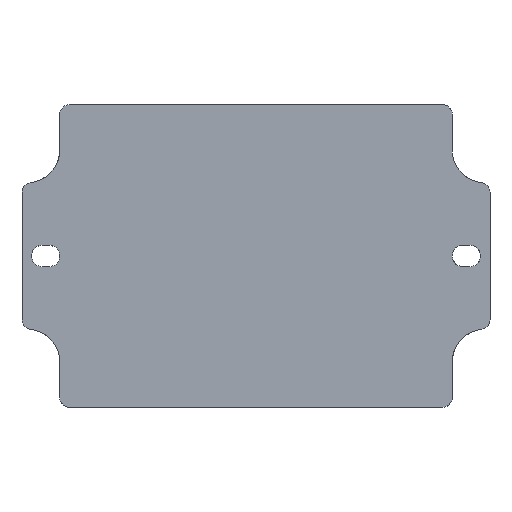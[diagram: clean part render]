
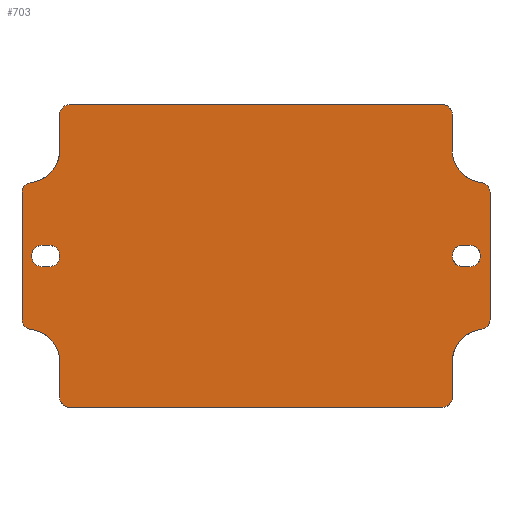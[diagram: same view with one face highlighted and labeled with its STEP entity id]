
A CAD part, top view. The second image highlights one B-rep face of the part: STEP entity #703.
In plain terms, the highlighted planar face has unit normal (0, 0, 1).
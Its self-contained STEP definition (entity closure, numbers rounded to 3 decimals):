
#101=AXIS2_PLACEMENT_3D('Circle Axis2P3D',#99,#100,$) ;
#151=AXIS2_PLACEMENT_3D('Circle Axis2P3D',#149,#150,$) ;
#470=AXIS2_PLACEMENT_3D('Circle Axis2P3D',#468,#469,$) ;
#513=AXIS2_PLACEMENT_3D('Circle Axis2P3D',#511,#512,$) ;
#527=AXIS2_PLACEMENT_3D('Plane Axis2P3D',#524,#525,#526) ;
#531=AXIS2_PLACEMENT_3D('Circle Axis2P3D',#529,#530,$) ;
#547=AXIS2_PLACEMENT_3D('Circle Axis2P3D',#545,#546,$) ;
#561=AXIS2_PLACEMENT_3D('Circle Axis2P3D',#559,#560,$) ;
#575=AXIS2_PLACEMENT_3D('Circle Axis2P3D',#573,#574,$) ;
#582=AXIS2_PLACEMENT_3D('Circle Axis2P3D',#580,#581,$) ;
#596=AXIS2_PLACEMENT_3D('Circle Axis2P3D',#594,#595,$) ;
#603=AXIS2_PLACEMENT_3D('Circle Axis2P3D',#601,#602,$) ;
#617=AXIS2_PLACEMENT_3D('Circle Axis2P3D',#615,#616,$) ;
#631=AXIS2_PLACEMENT_3D('Circle Axis2P3D',#629,#630,$) ;
#645=AXIS2_PLACEMENT_3D('Circle Axis2P3D',#643,#644,$) ;
#652=AXIS2_PLACEMENT_3D('Circle Axis2P3D',#650,#651,$) ;
#666=AXIS2_PLACEMENT_3D('Circle Axis2P3D',#664,#665,$) ;
#37=CARTESIAN_POINT('Line Origine',(5.,34.25,1.5)) ;
#41=CARTESIAN_POINT('Vertex',(4.25,34.25,1.5)) ;
#43=CARTESIAN_POINT('Vertex',(5.75,34.25,1.5)) ;
#96=CARTESIAN_POINT('Vertex',(5.75,29.75,1.5)) ;
#99=CARTESIAN_POINT('Axis2P3D Location',(5.75,32.,1.5)) ;
#128=CARTESIAN_POINT('Vertex',(4.25,29.75,1.5)) ;
#131=CARTESIAN_POINT('Line Origine',(5.,29.75,1.5)) ;
#149=CARTESIAN_POINT('Axis2P3D Location',(4.25,32.,1.5)) ;
#433=CARTESIAN_POINT('Vertex',(93.25,34.25,1.5)) ;
#440=CARTESIAN_POINT('Vertex',(94.75,34.25,1.5)) ;
#443=CARTESIAN_POINT('Line Origine',(94.,34.25,1.5)) ;
#465=CARTESIAN_POINT('Vertex',(94.75,29.75,1.5)) ;
#468=CARTESIAN_POINT('Axis2P3D Location',(94.75,32.,1.5)) ;
#486=CARTESIAN_POINT('Line Origine',(94.,29.75,1.5)) ;
#490=CARTESIAN_POINT('Vertex',(93.25,29.75,1.5)) ;
#511=CARTESIAN_POINT('Axis2P3D Location',(93.25,32.,1.5)) ;
#524=CARTESIAN_POINT('Axis2P3D Location',(49.5,32.,1.5)) ;
#529=CARTESIAN_POINT('Axis2P3D Location',(1.,9.543,1.5)) ;
#533=CARTESIAN_POINT('Vertex',(8.,9.543,1.5)) ;
#535=CARTESIAN_POINT('Vertex',(1.778,16.5,1.5)) ;
#538=CARTESIAN_POINT('Line Origine',(8.,5.772,1.5)) ;
#542=CARTESIAN_POINT('Vertex',(8.,2.,1.5)) ;
#545=CARTESIAN_POINT('Axis2P3D Location',(10.,2.,1.5)) ;
#549=CARTESIAN_POINT('Vertex',(10.,0.,1.5)) ;
#552=CARTESIAN_POINT('Line Origine',(49.5,0.,1.5)) ;
#556=CARTESIAN_POINT('Vertex',(89.,0.,1.5)) ;
#559=CARTESIAN_POINT('Axis2P3D Location',(89.,2.,1.5)) ;
#563=CARTESIAN_POINT('Vertex',(91.,2.,1.5)) ;
#566=CARTESIAN_POINT('Line Origine',(91.,5.772,1.5)) ;
#570=CARTESIAN_POINT('Vertex',(91.,9.543,1.5)) ;
#573=CARTESIAN_POINT('Axis2P3D Location',(98.,9.543,1.5)) ;
#577=CARTESIAN_POINT('Vertex',(97.222,16.5,1.5)) ;
#580=CARTESIAN_POINT('Axis2P3D Location',(97.,18.488,1.5)) ;
#584=CARTESIAN_POINT('Vertex',(99.,18.488,1.5)) ;
#587=CARTESIAN_POINT('Line Origine',(99.,32.,1.5)) ;
#591=CARTESIAN_POINT('Vertex',(99.,45.512,1.5)) ;
#594=CARTESIAN_POINT('Axis2P3D Location',(97.,45.512,1.5)) ;
#598=CARTESIAN_POINT('Vertex',(97.222,47.5,1.5)) ;
#601=CARTESIAN_POINT('Axis2P3D Location',(98.,54.457,1.5)) ;
#605=CARTESIAN_POINT('Vertex',(91.,54.457,1.5)) ;
#608=CARTESIAN_POINT('Line Origine',(91.,58.228,1.5)) ;
#612=CARTESIAN_POINT('Vertex',(91.,62.,1.5)) ;
#615=CARTESIAN_POINT('Axis2P3D Location',(89.,62.,1.5)) ;
#619=CARTESIAN_POINT('Vertex',(89.,64.,1.5)) ;
#622=CARTESIAN_POINT('Line Origine',(49.5,64.,1.5)) ;
#626=CARTESIAN_POINT('Vertex',(10.,64.,1.5)) ;
#629=CARTESIAN_POINT('Axis2P3D Location',(10.,62.,1.5)) ;
#633=CARTESIAN_POINT('Vertex',(8.,62.,1.5)) ;
#636=CARTESIAN_POINT('Line Origine',(8.,58.228,1.5)) ;
#640=CARTESIAN_POINT('Vertex',(8.,54.457,1.5)) ;
#643=CARTESIAN_POINT('Axis2P3D Location',(1.,54.457,1.5)) ;
#647=CARTESIAN_POINT('Vertex',(1.778,47.5,1.5)) ;
#650=CARTESIAN_POINT('Axis2P3D Location',(2.,45.512,1.5)) ;
#654=CARTESIAN_POINT('Vertex',(0.,45.512,1.5)) ;
#657=CARTESIAN_POINT('Line Origine',(0.,32.,1.5)) ;
#661=CARTESIAN_POINT('Vertex',(0.,18.488,1.5)) ;
#664=CARTESIAN_POINT('Axis2P3D Location',(2.,18.488,1.5)) ;
#38=DIRECTION('Vector Direction',(1.,0.,0.)) ;
#100=DIRECTION('Axis2P3D Direction',(0.,0.,1.)) ;
#132=DIRECTION('Vector Direction',(1.,0.,0.)) ;
#150=DIRECTION('Axis2P3D Direction',(0.,0.,1.)) ;
#444=DIRECTION('Vector Direction',(1.,0.,0.)) ;
#469=DIRECTION('Axis2P3D Direction',(0.,0.,1.)) ;
#487=DIRECTION('Vector Direction',(1.,0.,0.)) ;
#512=DIRECTION('Axis2P3D Direction',(0.,0.,1.)) ;
#525=DIRECTION('Axis2P3D Direction',(0.,0.,1.)) ;
#526=DIRECTION('Axis2P3D XDirection',(1.,0.,0.)) ;
#530=DIRECTION('Axis2P3D Direction',(0.,0.,1.)) ;
#539=DIRECTION('Vector Direction',(0.,1.,0.)) ;
#546=DIRECTION('Axis2P3D Direction',(0.,0.,1.)) ;
#553=DIRECTION('Vector Direction',(1.,0.,0.)) ;
#560=DIRECTION('Axis2P3D Direction',(0.,0.,1.)) ;
#567=DIRECTION('Vector Direction',(0.,1.,0.)) ;
#574=DIRECTION('Axis2P3D Direction',(0.,0.,1.)) ;
#581=DIRECTION('Axis2P3D Direction',(0.,0.,1.)) ;
#588=DIRECTION('Vector Direction',(0.,1.,0.)) ;
#595=DIRECTION('Axis2P3D Direction',(0.,0.,1.)) ;
#602=DIRECTION('Axis2P3D Direction',(0.,0.,1.)) ;
#609=DIRECTION('Vector Direction',(0.,1.,0.)) ;
#616=DIRECTION('Axis2P3D Direction',(0.,0.,1.)) ;
#623=DIRECTION('Vector Direction',(1.,0.,0.)) ;
#630=DIRECTION('Axis2P3D Direction',(0.,0.,1.)) ;
#637=DIRECTION('Vector Direction',(0.,1.,0.)) ;
#644=DIRECTION('Axis2P3D Direction',(0.,0.,1.)) ;
#651=DIRECTION('Axis2P3D Direction',(0.,0.,1.)) ;
#658=DIRECTION('Vector Direction',(0.,1.,0.)) ;
#665=DIRECTION('Axis2P3D Direction',(0.,0.,1.)) ;
#39=VECTOR('Line Direction',#38,1.) ;
#133=VECTOR('Line Direction',#132,1.) ;
#445=VECTOR('Line Direction',#444,1.) ;
#488=VECTOR('Line Direction',#487,1.) ;
#540=VECTOR('Line Direction',#539,1.) ;
#554=VECTOR('Line Direction',#553,1.) ;
#568=VECTOR('Line Direction',#567,1.) ;
#589=VECTOR('Line Direction',#588,1.) ;
#610=VECTOR('Line Direction',#609,1.) ;
#624=VECTOR('Line Direction',#623,1.) ;
#638=VECTOR('Line Direction',#637,1.) ;
#659=VECTOR('Line Direction',#658,1.) ;
#670=ORIENTED_EDGE('',*,*,#537,.F.) ;
#671=ORIENTED_EDGE('',*,*,#544,.F.) ;
#672=ORIENTED_EDGE('',*,*,#551,.T.) ;
#673=ORIENTED_EDGE('',*,*,#558,.T.) ;
#674=ORIENTED_EDGE('',*,*,#565,.T.) ;
#675=ORIENTED_EDGE('',*,*,#572,.T.) ;
#676=ORIENTED_EDGE('',*,*,#579,.F.) ;
#677=ORIENTED_EDGE('',*,*,#586,.T.) ;
#678=ORIENTED_EDGE('',*,*,#593,.T.) ;
#679=ORIENTED_EDGE('',*,*,#600,.T.) ;
#680=ORIENTED_EDGE('',*,*,#607,.F.) ;
#681=ORIENTED_EDGE('',*,*,#614,.T.) ;
#682=ORIENTED_EDGE('',*,*,#621,.T.) ;
#683=ORIENTED_EDGE('',*,*,#628,.F.) ;
#684=ORIENTED_EDGE('',*,*,#635,.T.) ;
#685=ORIENTED_EDGE('',*,*,#642,.F.) ;
#686=ORIENTED_EDGE('',*,*,#649,.F.) ;
#687=ORIENTED_EDGE('',*,*,#656,.T.) ;
#688=ORIENTED_EDGE('',*,*,#663,.F.) ;
#689=ORIENTED_EDGE('',*,*,#668,.T.) ;
#692=ORIENTED_EDGE('',*,*,#515,.F.) ;
#693=ORIENTED_EDGE('',*,*,#447,.T.) ;
#694=ORIENTED_EDGE('',*,*,#472,.F.) ;
#695=ORIENTED_EDGE('',*,*,#492,.F.) ;
#698=ORIENTED_EDGE('',*,*,#45,.T.) ;
#699=ORIENTED_EDGE('',*,*,#103,.F.) ;
#700=ORIENTED_EDGE('',*,*,#135,.F.) ;
#701=ORIENTED_EDGE('',*,*,#153,.F.) ;
#696=FACE_BOUND('',#691,.T.) ;
#702=FACE_BOUND('',#697,.T.) ;
#703=ADVANCED_FACE('Koerper.2',(#690,#696,#702),#528,.T.) ;
#102=CIRCLE('generated circle',#101,2.25) ;
#152=CIRCLE('generated circle',#151,2.25) ;
#471=CIRCLE('generated circle',#470,2.25) ;
#514=CIRCLE('generated circle',#513,2.25) ;
#532=CIRCLE('generated circle',#531,7.) ;
#548=CIRCLE('generated circle',#547,2.) ;
#562=CIRCLE('generated circle',#561,2.) ;
#576=CIRCLE('generated circle',#575,7.) ;
#583=CIRCLE('generated circle',#582,2.) ;
#597=CIRCLE('generated circle',#596,2.) ;
#604=CIRCLE('generated circle',#603,7.) ;
#618=CIRCLE('generated circle',#617,2.) ;
#632=CIRCLE('generated circle',#631,2.) ;
#646=CIRCLE('generated circle',#645,7.) ;
#653=CIRCLE('generated circle',#652,2.) ;
#667=CIRCLE('generated circle',#666,2.) ;
#45=EDGE_CURVE('',#42,#44,#40,.T.) ;
#103=EDGE_CURVE('',#97,#44,#102,.T.) ;
#135=EDGE_CURVE('',#129,#97,#134,.T.) ;
#153=EDGE_CURVE('',#42,#129,#152,.T.) ;
#447=EDGE_CURVE('',#434,#441,#446,.T.) ;
#472=EDGE_CURVE('',#466,#441,#471,.T.) ;
#492=EDGE_CURVE('',#491,#466,#489,.T.) ;
#515=EDGE_CURVE('',#434,#491,#514,.T.) ;
#537=EDGE_CURVE('',#534,#536,#532,.T.) ;
#544=EDGE_CURVE('',#543,#534,#541,.T.) ;
#551=EDGE_CURVE('',#543,#550,#548,.T.) ;
#558=EDGE_CURVE('',#550,#557,#555,.T.) ;
#565=EDGE_CURVE('',#557,#564,#562,.T.) ;
#572=EDGE_CURVE('',#564,#571,#569,.T.) ;
#579=EDGE_CURVE('',#578,#571,#576,.T.) ;
#586=EDGE_CURVE('',#578,#585,#583,.T.) ;
#593=EDGE_CURVE('',#585,#592,#590,.T.) ;
#600=EDGE_CURVE('',#592,#599,#597,.T.) ;
#607=EDGE_CURVE('',#606,#599,#604,.T.) ;
#614=EDGE_CURVE('',#606,#613,#611,.T.) ;
#621=EDGE_CURVE('',#613,#620,#618,.T.) ;
#628=EDGE_CURVE('',#627,#620,#625,.T.) ;
#635=EDGE_CURVE('',#627,#634,#632,.T.) ;
#642=EDGE_CURVE('',#641,#634,#639,.T.) ;
#649=EDGE_CURVE('',#648,#641,#646,.T.) ;
#656=EDGE_CURVE('',#648,#655,#653,.T.) ;
#663=EDGE_CURVE('',#662,#655,#660,.T.) ;
#668=EDGE_CURVE('',#662,#536,#667,.T.) ;
#669=EDGE_LOOP('',(#670,#671,#672,#673,#674,#675,#676,#677,#678,#679,#680,#681,#682,#683,#684,#685,#686,#687,#688,#689)) ;
#691=EDGE_LOOP('',(#692,#693,#694,#695)) ;
#697=EDGE_LOOP('',(#698,#699,#700,#701)) ;
#690=FACE_OUTER_BOUND('',#669,.T.) ;
#40=LINE('Line',#37,#39) ;
#134=LINE('Line',#131,#133) ;
#446=LINE('Line',#443,#445) ;
#489=LINE('Line',#486,#488) ;
#541=LINE('Line',#538,#540) ;
#555=LINE('Line',#552,#554) ;
#569=LINE('Line',#566,#568) ;
#590=LINE('Line',#587,#589) ;
#611=LINE('Line',#608,#610) ;
#625=LINE('Line',#622,#624) ;
#639=LINE('Line',#636,#638) ;
#660=LINE('Line',#657,#659) ;
#528=PLANE('',#527) ;
#42=VERTEX_POINT('',#41) ;
#44=VERTEX_POINT('',#43) ;
#97=VERTEX_POINT('',#96) ;
#129=VERTEX_POINT('',#128) ;
#434=VERTEX_POINT('',#433) ;
#441=VERTEX_POINT('',#440) ;
#466=VERTEX_POINT('',#465) ;
#491=VERTEX_POINT('',#490) ;
#534=VERTEX_POINT('',#533) ;
#536=VERTEX_POINT('',#535) ;
#543=VERTEX_POINT('',#542) ;
#550=VERTEX_POINT('',#549) ;
#557=VERTEX_POINT('',#556) ;
#564=VERTEX_POINT('',#563) ;
#571=VERTEX_POINT('',#570) ;
#578=VERTEX_POINT('',#577) ;
#585=VERTEX_POINT('',#584) ;
#592=VERTEX_POINT('',#591) ;
#599=VERTEX_POINT('',#598) ;
#606=VERTEX_POINT('',#605) ;
#613=VERTEX_POINT('',#612) ;
#620=VERTEX_POINT('',#619) ;
#627=VERTEX_POINT('',#626) ;
#634=VERTEX_POINT('',#633) ;
#641=VERTEX_POINT('',#640) ;
#648=VERTEX_POINT('',#647) ;
#655=VERTEX_POINT('',#654) ;
#662=VERTEX_POINT('',#661) ;
